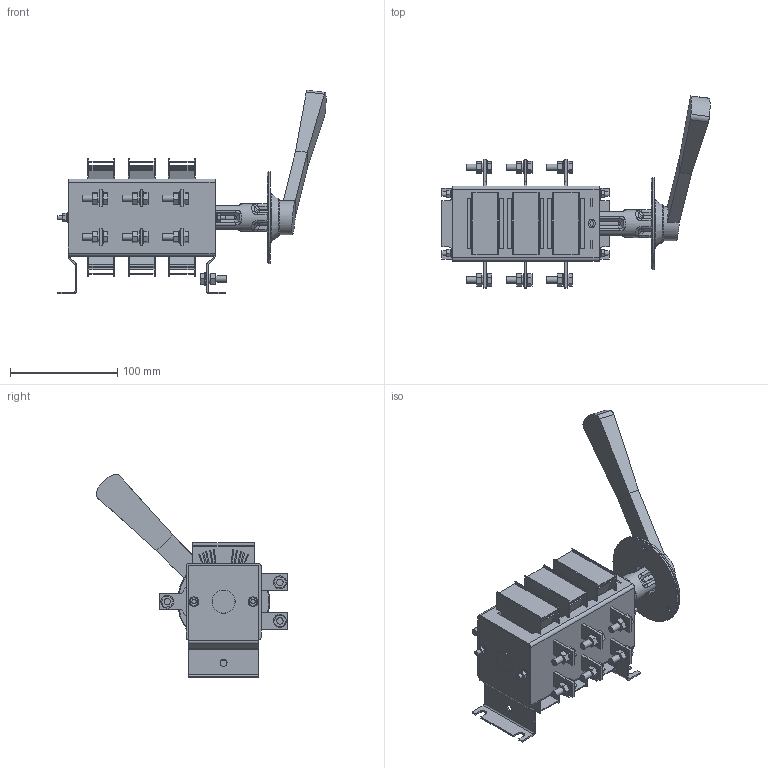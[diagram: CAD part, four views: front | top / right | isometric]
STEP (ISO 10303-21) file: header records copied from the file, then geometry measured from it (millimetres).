
FILE_DESCRIPTION (( 'STEP AP214' ), '1' );
FILE_NAME ('SRK01-211-100 Âûêëþ÷àòåëü-ðàçúåäèíèòåëü ÂÐ32È-31Â71250 100À IEK.STEP', '2018-05-17T12:38:33', ( '' ), ( '' ), 'SwSTEP 2.0', 'SolidWorks 2014', '' );
FILE_SCHEMA (( 'AUTOMOTIVE_DESIGN' ));
Length unit declared in the file: millimetre
Products named in the file (1): SRK01-211-100 Âûêëþ÷àòåëü-ðàçúåäèíèòåëü ÂÐ32È-31Â71250 100À IEK
Bounding box: 250.05 x 178.85 x 189.85 mm (x, y, z)
Volume: 623539 mm3; surface area: 300511.2 mm2
Topology: 31 solids, 31 shells, 2373 faces, 6534 edges, 4262 vertices
Faces by surface type: plane 1450, cylinder 784, bspline 133, torus 4, cone 2
Full cylindrical faces by diameter (mm): 4 x8, 4.1 x4, 6 x20, 6.3 x21, 6.5 x17, 9 x4, 11.364 x1, 12 x21, 12.5 x1, 14.9 x1, 21.3 x2, 21.5 x2, 23.8 x1, 26 x1, 28 x1, 32 x1, 84.5 x1, 86 x1
Entity records: 84760 total; most frequent: CARTESIAN_POINT 24497, ORIENTED_EDGE 12678, DIRECTION 11976, EDGE_CURVE 6339, LINE 4410, VECTOR 4410, VERTEX_POINT 4215, AXIS2_PLACEMENT_3D 3783
